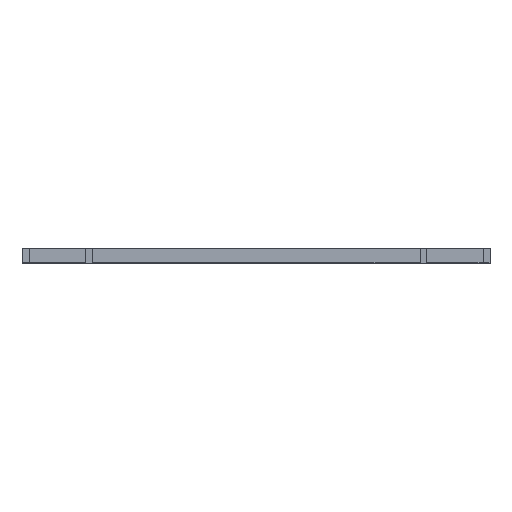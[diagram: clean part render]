
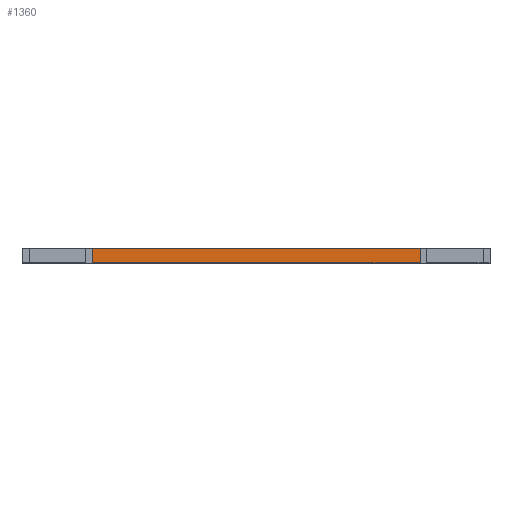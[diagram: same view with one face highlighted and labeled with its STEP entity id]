
A CAD part, top view. The second image highlights one B-rep face of the part: STEP entity #1360.
In plain terms, the highlighted planar face has unit normal (0, 0, 1).
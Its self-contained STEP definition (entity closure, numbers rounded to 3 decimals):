
#272 = ORIENTED_EDGE ( 'NONE', *, *, #12785, .F. ) ;
#319 = DIRECTION ( 'NONE',  ( 1., 0., 0. ) ) ;
#405 = ORIENTED_EDGE ( 'NONE', *, *, #13278, .T. ) ;
#967 = CARTESIAN_POINT ( 'NONE',  ( -68.5, 6., 89.121 ) ) ;
#978 = LINE ( 'NONE', #9575, #12218 ) ;
#986 = DIRECTION ( 'NONE',  ( -1., 0., 0. ) ) ;
#1246 = EDGE_CURVE ( 'NONE', #18915, #9286, #5621, .T. ) ;
#1360 = ADVANCED_FACE ( 'NONE', ( #12488 ), #9093, .T. ) ;
#1715 = VECTOR ( 'NONE', #12619, 1000. ) ;
#1790 = DIRECTION ( 'NONE',  ( 0., 0., 1. ) ) ;
#3139 = CARTESIAN_POINT ( 'NONE',  ( 68.694, 0., 89.121 ) ) ;
#3650 = EDGE_CURVE ( 'NONE', #11296, #6993, #10571, .T. ) ;
#4018 = CARTESIAN_POINT ( 'NONE',  ( 0., 6., 89.121 ) ) ;
#4406 = VECTOR ( 'NONE', #4844, 1000. ) ;
#4844 = DIRECTION ( 'NONE',  ( -1., 0., 0. ) ) ;
#5621 = LINE ( 'NONE', #11217, #1715 ) ;
#6453 = DIRECTION ( 'NONE',  ( 0., -1., 0. ) ) ;
#6993 = VERTEX_POINT ( 'NONE', #14106 ) ;
#7255 = CARTESIAN_POINT ( 'NONE',  ( 68.694, 6., 89.121 ) ) ;
#8063 = AXIS2_PLACEMENT_3D ( 'NONE', #4018, #1790, #319 ) ;
#9093 = PLANE ( 'NONE',  #8063 ) ;
#9286 = VERTEX_POINT ( 'NONE', #3139 ) ;
#9575 = CARTESIAN_POINT ( 'NONE',  ( 0., 0., 89.121 ) ) ;
#9983 = EDGE_LOOP ( 'NONE', ( #272, #18222, #405, #14820 ) ) ;
#10571 = LINE ( 'NONE', #967, #17915 ) ;
#10918 = CARTESIAN_POINT ( 'NONE',  ( -68.5, 6., 89.121 ) ) ;
#11217 = CARTESIAN_POINT ( 'NONE',  ( 68.694, 6., 89.121 ) ) ;
#11296 = VERTEX_POINT ( 'NONE', #10918 ) ;
#12196 = LINE ( 'NONE', #14244, #4406 ) ;
#12218 = VECTOR ( 'NONE', #986, 1000. ) ;
#12488 = FACE_OUTER_BOUND ( 'NONE', #9983, .T. ) ;
#12619 = DIRECTION ( 'NONE',  ( 0., -1., 0. ) ) ;
#12785 = EDGE_CURVE ( 'NONE', #9286, #6993, #978, .T. ) ;
#13278 = EDGE_CURVE ( 'NONE', #18915, #11296, #12196, .T. ) ;
#14106 = CARTESIAN_POINT ( 'NONE',  ( -68.5, 0., 89.121 ) ) ;
#14244 = CARTESIAN_POINT ( 'NONE',  ( 0., 6., 89.121 ) ) ;
#14820 = ORIENTED_EDGE ( 'NONE', *, *, #3650, .T. ) ;
#17915 = VECTOR ( 'NONE', #6453, 1000. ) ;
#18222 = ORIENTED_EDGE ( 'NONE', *, *, #1246, .F. ) ;
#18915 = VERTEX_POINT ( 'NONE', #7255 ) ;
